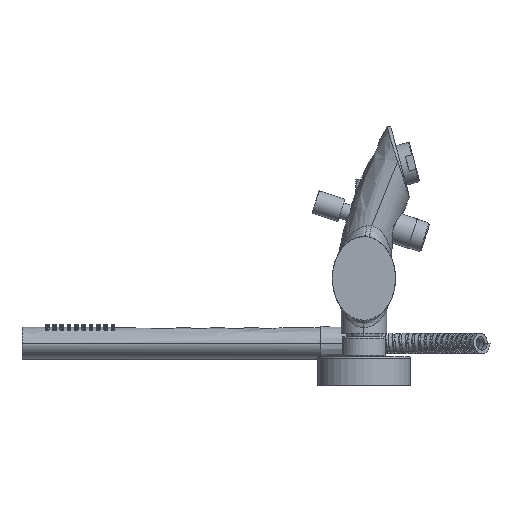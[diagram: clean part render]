
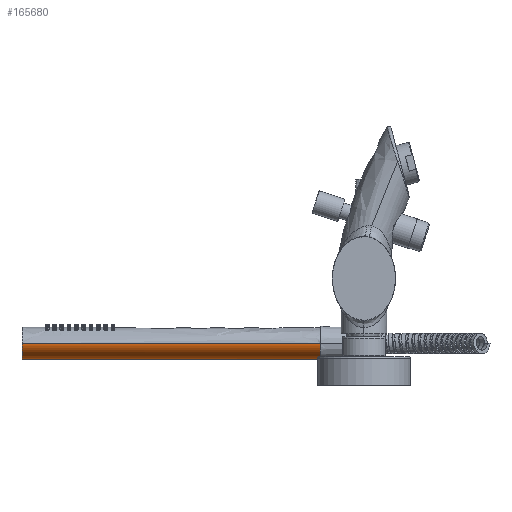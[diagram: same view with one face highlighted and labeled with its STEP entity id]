
A CAD part, left-side view. The second image highlights one B-rep face of the part: STEP entity #165680.
In plain terms, the highlighted face is a extrusion surface.
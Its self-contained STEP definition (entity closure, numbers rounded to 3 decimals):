
#126867=DIRECTION('',(0.,1.,0.));
#126868=VECTOR('',#126867,204.);
#126869=CARTESIAN_POINT('',(132.5,30.,-44.5));
#126870=LINE('',#126869,#126868);
#132211=CARTESIAN_POINT('',(144.689,30.,-54.981));
#132212=CARTESIAN_POINT('',(143.853,30.,-54.814));
#132213=CARTESIAN_POINT('',(142.265,30.,-54.409));
#132214=CARTESIAN_POINT('',(140.108,30.,-53.618));
#132215=CARTESIAN_POINT('',(138.164,30.,-52.652));
#132216=CARTESIAN_POINT('',(136.435,30.,-51.511));
#132217=CARTESIAN_POINT('',(134.936,30.,-50.18));
#132218=CARTESIAN_POINT('',(133.905,30.,-48.893));
#132219=CARTESIAN_POINT('',(133.247,30.,-47.726));
#132220=CARTESIAN_POINT('',(132.851,30.,-46.771));
#132221=CARTESIAN_POINT('',(132.577,30.,-45.716));
#132222=CARTESIAN_POINT('',(132.5,30.,-44.926));
#132223=CARTESIAN_POINT('',(132.5,30.,-44.5));
#132263=CARTESIAN_POINT('',(167.5,30.,-44.5));
#132264=CARTESIAN_POINT('',(167.5,30.,-44.926));
#132265=CARTESIAN_POINT('',(167.423,30.,-45.716));
#132266=CARTESIAN_POINT('',(167.149,30.,-46.771));
#132267=CARTESIAN_POINT('',(166.753,30.,-47.726));
#132268=CARTESIAN_POINT('',(166.095,30.,-48.893));
#132269=CARTESIAN_POINT('',(165.064,30.,-50.18));
#132270=CARTESIAN_POINT('',(163.565,30.,-51.511));
#132271=CARTESIAN_POINT('',(161.836,30.,-52.652));
#132272=CARTESIAN_POINT('',(159.892,30.,-53.618));
#132273=CARTESIAN_POINT('',(157.735,30.,-54.409));
#132274=CARTESIAN_POINT('',(156.147,30.,-54.814));
#132275=CARTESIAN_POINT('',(155.311,30.,-54.981));
#132277=DIRECTION('',(0.,1.,0.));
#132278=VECTOR('',#132277,204.);
#132279=CARTESIAN_POINT('',(167.5,30.,-44.5));
#132280=LINE('',#132279,#132278);
#132281=CARTESIAN_POINT('',(155.311,30.,-54.981));
#132282=CARTESIAN_POINT('',(154.426,30.,-55.158));
#132283=CARTESIAN_POINT('',(152.656,30.,-55.416));
#132284=CARTESIAN_POINT('',(150.,30.,-55.542));
#132285=CARTESIAN_POINT('',(147.344,30.,-55.416));
#132286=CARTESIAN_POINT('',(145.574,30.,-55.158));
#132287=CARTESIAN_POINT('',(144.689,30.,-54.981));
#149783=CARTESIAN_POINT('',(167.5,234.,-44.5));
#149784=CARTESIAN_POINT('',(167.5,234.,-45.148));
#149785=CARTESIAN_POINT('',(167.317,234.,-46.493));
#149786=CARTESIAN_POINT('',(166.388,234.,-48.562));
#149787=CARTESIAN_POINT('',(164.758,234.,-50.555));
#149788=CARTESIAN_POINT('',(162.464,234.,-52.334));
#149789=CARTESIAN_POINT('',(160.105,234.,-53.536));
#149790=CARTESIAN_POINT('',(158.047,234.,-54.289));
#149791=CARTESIAN_POINT('',(156.447,234.,-54.746));
#149792=CARTESIAN_POINT('',(154.816,234.,-55.093));
#149793=CARTESIAN_POINT('',(153.454,234.,-55.293));
#149794=CARTESIAN_POINT('',(152.373,234.,-55.402));
#149795=CARTESIAN_POINT('',(151.571,234.,-55.459));
#149796=CARTESIAN_POINT('',(150.91,234.,-55.487));
#149797=CARTESIAN_POINT('',(150.388,234.,-55.498));
#149798=CARTESIAN_POINT('',(150.,234.,-55.501));
#149799=CARTESIAN_POINT('',(149.612,234.,-55.498));
#149800=CARTESIAN_POINT('',(149.09,234.,-55.487));
#149801=CARTESIAN_POINT('',(148.429,234.,-55.459));
#149802=CARTESIAN_POINT('',(147.627,234.,-55.402));
#149803=CARTESIAN_POINT('',(146.546,234.,-55.293));
#149804=CARTESIAN_POINT('',(145.184,234.,-55.093));
#149805=CARTESIAN_POINT('',(143.553,234.,-54.746));
#149806=CARTESIAN_POINT('',(141.953,234.,-54.289));
#149807=CARTESIAN_POINT('',(139.895,234.,-53.536));
#149808=CARTESIAN_POINT('',(137.536,234.,-52.334));
#149809=CARTESIAN_POINT('',(135.242,234.,-50.555));
#149810=CARTESIAN_POINT('',(133.612,234.,-48.562));
#149811=CARTESIAN_POINT('',(132.683,234.,-46.493));
#149812=CARTESIAN_POINT('',(132.5,234.,-45.148));
#149813=CARTESIAN_POINT('',(132.5,234.,-44.5));
#164710=VERTEX_POINT('',#149783);
#164711=VERTEX_POINT('',#149813);
#164712=CARTESIAN_POINT('',(167.5,30.,-44.5));
#164713=VERTEX_POINT('',#164712);
#164714=CARTESIAN_POINT('',(132.5,30.,-44.5));
#164715=VERTEX_POINT('',#164714);
#165124=VERTEX_POINT('',#132281);
#165125=VERTEX_POINT('',#132287);
#165659=CARTESIAN_POINT('',(150.,30.,-44.5));
#165660=DIRECTION('',(0.,1.,0.));
#165661=DIRECTION('',(1.,0.,0.));
#165662=AXIS2_PLACEMENT_3D('',#165659,#165660,#165661);
#165667=DIRECTION('',(0.,1.,0.));
#165668=VECTOR('',#165667,1.);
#165669=SURFACE_OF_LINEAR_EXTRUSION('',#165663,#165668);
#165671=ORIENTED_EDGE('',*,*,#165670,.F.);
#165672=ORIENTED_EDGE('',*,*,#165645,.F.);
#165673=ORIENTED_EDGE('',*,*,#165238,.T.);
#165675=ORIENTED_EDGE('',*,*,#165674,.T.);
#165676=ORIENTED_EDGE('',*,*,#165234,.F.);
#165677=ORIENTED_EDGE('',*,*,#165566,.F.);
#165678=EDGE_LOOP('',(#165671,#165672,#165673,#165675,#165676,#165677));
#165679=FACE_OUTER_BOUND('',#165678,.F.);
#165680=ADVANCED_FACE('',(#165679),#165669,.T.);
#132224=B_SPLINE_CURVE_WITH_KNOTS('',3,(#132211,#132212,#132213,#132214,#132215,
#132216,#132217,#132218,#132219,#132220,#132221,#132222,#132223),.UNSPECIFIED.,
.F.,.F.,(4,1,1,1,1,1,1,1,1,1,4),(0.,0.125,0.25,0.375,0.5,0.625,
0.75,0.813,0.875,0.938,1.),.UNSPECIFIED.);
#132276=B_SPLINE_CURVE_WITH_KNOTS('',3,(#132263,#132264,#132265,#132266,#132267,
#132268,#132269,#132270,#132271,#132272,#132273,#132274,#132275),.UNSPECIFIED.,
.F.,.F.,(4,1,1,1,1,1,1,1,1,1,4),(0.,0.063,0.125,0.188,0.25,0.375,
0.5,0.625,0.75,0.875,1.),.UNSPECIFIED.);
#132288=B_SPLINE_CURVE_WITH_KNOTS('',3,(#132281,#132282,#132283,#132284,#132285,
#132286,#132287),.UNSPECIFIED.,.F.,.F.,(4,1,1,1,4),(0.,0.25,0.5,0.75,
1.),.UNSPECIFIED.);
#149814=B_SPLINE_CURVE_WITH_KNOTS('',3,(#149783,#149784,#149785,#149786,#149787,
#149788,#149789,#149790,#149791,#149792,#149793,#149794,#149795,#149796,#149797,
#149798,#149799,#149800,#149801,#149802,#149803,#149804,#149805,#149806,#149807,
#149808,#149809,#149810,#149811,#149812,#149813),.UNSPECIFIED.,.F.,.F.,(4,1,1,1,
1,1,1,1,1,1,1,1,1,1,1,1,1,1,1,1,1,1,1,1,1,1,1,1,4),(0.,0.063,0.125,
0.188,0.25,0.313,0.344,0.375,0.406,0.438,0.453,
0.469,0.484,0.492,0.5,0.508,0.516,0.531,
0.547,0.563,0.594,0.625,0.656,0.688,0.75,0.813,
0.875,0.938,1.),.UNSPECIFIED.);
#165234=EDGE_CURVE('',#164715,#164711,#126870,.T.);
#165238=EDGE_CURVE('',#164713,#164710,#132280,.T.);
#165566=EDGE_CURVE('',#165125,#164715,#132224,.T.);
#165645=EDGE_CURVE('',#164713,#165124,#132276,.T.);
#165663=ELLIPSE('',#165662,17.5,11.);
#165670=EDGE_CURVE('',#165124,#165125,#132288,.T.);
#165674=EDGE_CURVE('',#164710,#164711,#149814,.T.);
